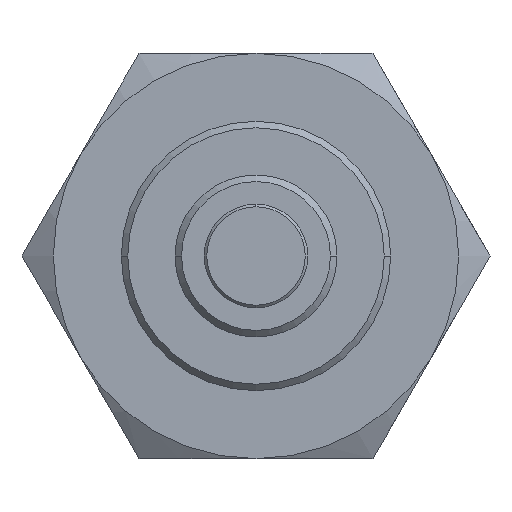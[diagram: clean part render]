
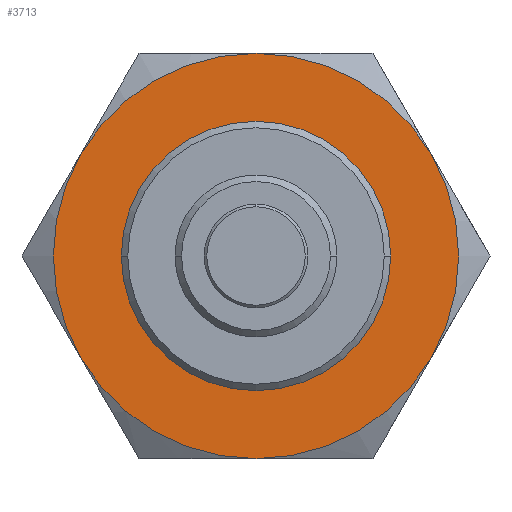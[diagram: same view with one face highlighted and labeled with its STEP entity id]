
A CAD part, left-side view. The second image highlights one B-rep face of the part: STEP entity #3713.
In plain terms, the highlighted planar face has unit normal (-1, 0, 0).
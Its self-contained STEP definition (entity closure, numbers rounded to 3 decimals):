
#937=CARTESIAN_POINT('',(-4.343,0.,0.));
#938=DIRECTION('',(1.,0.,0.));
#939=DIRECTION('',(0.,0.,1.));
#940=AXIS2_PLACEMENT_3D('',#937,#938,#939);
#942=CARTESIAN_POINT('',(-4.343,0.,0.));
#943=DIRECTION('',(1.,0.,0.));
#944=DIRECTION('',(0.,-0.866,0.5));
#945=AXIS2_PLACEMENT_3D('',#942,#943,#944);
#947=CARTESIAN_POINT('',(-4.343,0.,0.));
#948=DIRECTION('',(1.,0.,0.));
#949=DIRECTION('',(0.,-0.866,-0.5));
#950=AXIS2_PLACEMENT_3D('',#947,#948,#949);
#952=CARTESIAN_POINT('',(-4.343,0.,0.));
#953=DIRECTION('',(1.,0.,0.));
#954=DIRECTION('',(0.,0.,-1.));
#955=AXIS2_PLACEMENT_3D('',#952,#953,#954);
#957=CARTESIAN_POINT('',(-4.343,0.,0.));
#958=DIRECTION('',(1.,0.,0.));
#959=DIRECTION('',(0.,0.866,-0.5));
#960=AXIS2_PLACEMENT_3D('',#957,#958,#959);
#962=CARTESIAN_POINT('',(-4.343,0.,0.));
#963=DIRECTION('',(1.,0.,0.));
#964=DIRECTION('',(0.,0.866,0.5));
#965=AXIS2_PLACEMENT_3D('',#962,#963,#964);
#3255=CARTESIAN_POINT('',(-4.343,0.,3.975));
#3256=CARTESIAN_POINT('',(-4.343,-3.443,1.988));
#3257=VERTEX_POINT('',#3255);
#3258=VERTEX_POINT('',#3256);
#3259=CARTESIAN_POINT('',(-4.343,-3.443,-1.988));
#3260=VERTEX_POINT('',#3259);
#3261=CARTESIAN_POINT('',(-4.343,0.,-3.975));
#3262=VERTEX_POINT('',#3261);
#3263=CARTESIAN_POINT('',(-4.343,3.443,-1.988));
#3264=VERTEX_POINT('',#3263);
#3265=CARTESIAN_POINT('',(-4.343,3.443,1.988));
#3266=VERTEX_POINT('',#3265);
#3694=CARTESIAN_POINT('',(-4.343,0.,0.));
#3695=DIRECTION('',(-1.,0.,0.));
#3696=DIRECTION('',(0.,1.,0.));
#3697=AXIS2_PLACEMENT_3D('',#3694,#3695,#3696);
#3698=PLANE('',#3697);
#3700=ORIENTED_EDGE('',*,*,#3699,.T.);
#3702=ORIENTED_EDGE('',*,*,#3701,.T.);
#3704=ORIENTED_EDGE('',*,*,#3703,.T.);
#3706=ORIENTED_EDGE('',*,*,#3705,.T.);
#3708=ORIENTED_EDGE('',*,*,#3707,.T.);
#3710=ORIENTED_EDGE('',*,*,#3709,.T.);
#3711=EDGE_LOOP('',(#3700,#3702,#3704,#3706,#3708,#3710));
#3712=FACE_OUTER_BOUND('',#3711,.F.);
#3713=ADVANCED_FACE('',(#3712),#3698,.T.);
#941=CIRCLE('',#940,3.975);
#946=CIRCLE('',#945,3.975);
#951=CIRCLE('',#950,3.975);
#956=CIRCLE('',#955,3.975);
#961=CIRCLE('',#960,3.975);
#966=CIRCLE('',#965,3.975);
#3699=EDGE_CURVE('',#3257,#3258,#941,.T.);
#3701=EDGE_CURVE('',#3258,#3260,#946,.T.);
#3703=EDGE_CURVE('',#3260,#3262,#951,.T.);
#3705=EDGE_CURVE('',#3262,#3264,#956,.T.);
#3707=EDGE_CURVE('',#3264,#3266,#961,.T.);
#3709=EDGE_CURVE('',#3266,#3257,#966,.T.);
